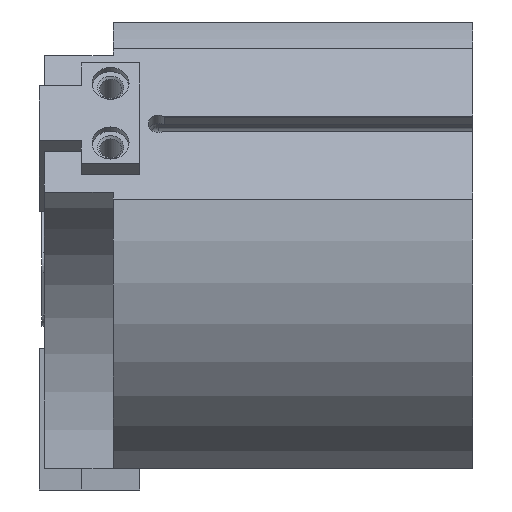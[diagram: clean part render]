
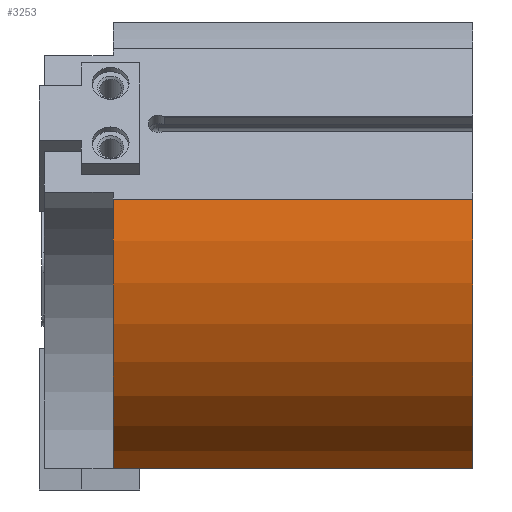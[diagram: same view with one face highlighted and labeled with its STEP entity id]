
A CAD part, left-side view. The second image highlights one B-rep face of the part: STEP entity #3253.
In plain terms, the highlighted cylindrical face has radius 46.5 mm (diameter 93 mm), a partial arc.
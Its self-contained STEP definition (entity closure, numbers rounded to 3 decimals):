
#91=CYLINDRICAL_SURFACE('',#3541,46.5);
#254=CIRCLE('',#3537,46.5);
#258=CIRCLE('',#3542,46.5);
#608=ORIENTED_EDGE('',*,*,#1445,.F.);
#609=ORIENTED_EDGE('',*,*,#1319,.T.);
#610=ORIENTED_EDGE('',*,*,#1432,.T.);
#611=ORIENTED_EDGE('',*,*,#1284,.F.);
#1284=EDGE_CURVE('',#1727,#1728,#2045,.T.);
#1319=EDGE_CURVE('',#1760,#1759,#2078,.T.);
#1432=EDGE_CURVE('',#1759,#1728,#254,.T.);
#1445=EDGE_CURVE('',#1760,#1727,#258,.T.);
#1727=VERTEX_POINT('',#4901);
#1728=VERTEX_POINT('',#4903);
#1759=VERTEX_POINT('',#4971);
#1760=VERTEX_POINT('',#4973);
#2045=LINE('',#4902,#2310);
#2078=LINE('',#4972,#2343);
#2310=VECTOR('',#3883,1000.);
#2343=VECTOR('',#3926,1000.);
#2588=EDGE_LOOP('',(#608,#609,#610,#611));
#2874=FACE_BOUND('',#2588,.T.);
#3253=ADVANCED_FACE('',(#2874),#91,.T.);
#3537=AXIS2_PLACEMENT_3D('',#5302,#4108,#4109);
#3541=AXIS2_PLACEMENT_3D('',#5320,#4125,#4126);
#3542=AXIS2_PLACEMENT_3D('',#5321,#4127,#4128);
#3883=DIRECTION('',(0.,-1.,0.));
#3926=DIRECTION('',(0.,-1.,0.));
#4108=DIRECTION('',(0.,1.,0.));
#4109=DIRECTION('',(1.,0.,0.));
#4125=DIRECTION('',(0.,-1.,0.));
#4126=DIRECTION('',(0.,0.,-1.));
#4127=DIRECTION('',(0.,1.,0.));
#4128=DIRECTION('',(0.,0.,1.));
#4901=CARTESIAN_POINT('',(-45.888,68.,7.52));
#4902=CARTESIAN_POINT('',(-45.888,81.,7.52));
#4903=CARTESIAN_POINT('',(-45.888,0.,7.52));
#4971=CARTESIAN_POINT('',(-16.432,0.,-43.5));
#4972=CARTESIAN_POINT('',(-16.432,81.,-43.5));
#4973=CARTESIAN_POINT('',(-16.432,68.,-43.5));
#5302=CARTESIAN_POINT('',(0.,0.,0.));
#5320=CARTESIAN_POINT('',(0.,81.,0.));
#5321=CARTESIAN_POINT('',(0.,68.,0.));
